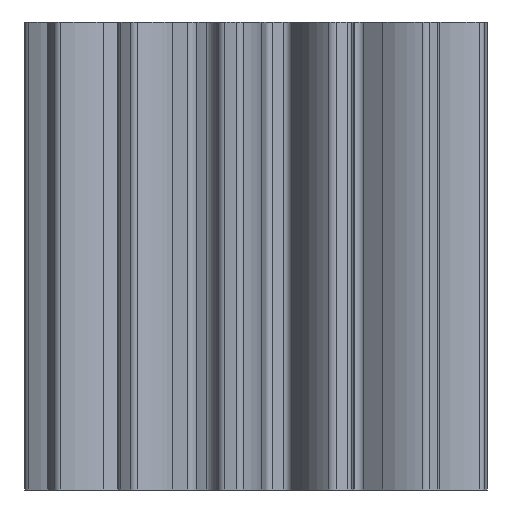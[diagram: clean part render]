
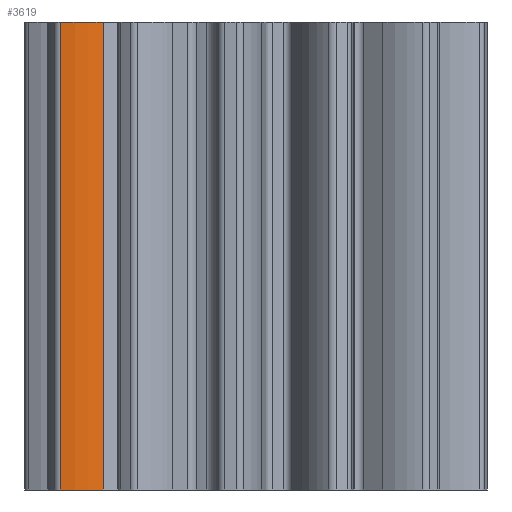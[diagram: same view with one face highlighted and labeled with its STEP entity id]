
A CAD part, front view. The second image highlights one B-rep face of the part: STEP entity #3619.
In plain terms, the highlighted free-form (B-spline) face has degree [3, 1] with [5, 2] control points.
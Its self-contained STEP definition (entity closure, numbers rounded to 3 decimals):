
#968 = CARTESIAN_POINT ( 'NONE',  ( -2.542, -1.511, 6. ) ) ;
#969 = CARTESIAN_POINT ( 'NONE',  ( -2.542, -1.511, 0. ) ) ;
#970 = CARTESIAN_POINT ( 'NONE',  ( -2.451, -1.519, 6. ) ) ;
#971 = CARTESIAN_POINT ( 'NONE',  ( -2.451, -1.519, 0. ) ) ;
#972 = CARTESIAN_POINT ( 'NONE',  ( -2.261, -1.513, 6. ) ) ;
#973 = CARTESIAN_POINT ( 'NONE',  ( -2.261, -1.513, 0. ) ) ;
#974 = CARTESIAN_POINT ( 'NONE',  ( -2.079, -1.457, 6. ) ) ;
#975 = CARTESIAN_POINT ( 'NONE',  ( -2.079, -1.457, 0. ) ) ;
#976 = CARTESIAN_POINT ( 'NONE',  ( -1.99, -1.418, 6. ) ) ;
#977 = CARTESIAN_POINT ( 'NONE',  ( -1.99, -1.418, 0. ) ) ;
#1420 = EDGE_LOOP ( 'NONE', ( #4820, #4822, #4821, #4823 ) ) ;
#2128 = LINE ( 'NONE', #2129, #4150 ) ;
#2129 = CARTESIAN_POINT ( 'NONE',  ( -2.542, -1.511, 6. ) ) ;
#2130 = DIRECTION ( 'NONE',  ( 0., 0., -1. ) ) ;
#2136 = CARTESIAN_POINT ( 'NONE',  ( -2.542, -1.511, 0. ) ) ;
#2137 = LINE ( 'NONE', #2138, #4152 ) ;
#2138 = CARTESIAN_POINT ( 'NONE',  ( -1.99, -1.418, 6. ) ) ;
#2139 = DIRECTION ( 'NONE',  ( 0., 0., -1. ) ) ;
#2140 = CARTESIAN_POINT ( 'NONE',  ( -2.451, -1.519, 0. ) ) ;
#2141 = CARTESIAN_POINT ( 'NONE',  ( -2.261, -1.513, 0. ) ) ;
#2142 = CARTESIAN_POINT ( 'NONE',  ( -2.079, -1.457, 0. ) ) ;
#2143 = CARTESIAN_POINT ( 'NONE',  ( -1.99, -1.418, 0. ) ) ;
#2144 = CARTESIAN_POINT ( 'NONE',  ( -2.542, -1.511, 6. ) ) ;
#2145 = CARTESIAN_POINT ( 'NONE',  ( -2.451, -1.519, 6. ) ) ;
#2146 = CARTESIAN_POINT ( 'NONE',  ( -2.261, -1.513, 6. ) ) ;
#2147 = CARTESIAN_POINT ( 'NONE',  ( -2.079, -1.457, 6. ) ) ;
#2148 = CARTESIAN_POINT ( 'NONE',  ( -1.99, -1.418, 6. ) ) ;
#2545 = B_SPLINE_CURVE_WITH_KNOTS ( 'NONE', 3,
 ( #2136, #2140, #2141, #2142, #2143 ),
 .UNSPECIFIED., .F., .F.,
 ( 4, 1, 4 ),
 ( 0., 0.274, 0.569 ),
 .UNSPECIFIED. ) ;
#2546 = B_SPLINE_CURVE_WITH_KNOTS ( 'NONE', 3,
 ( #2144, #2145, #2146, #2147, #2148 ),
 .UNSPECIFIED., .F., .F.,
 ( 4, 1, 4 ),
 ( 0., 0.274, 0.569 ),
 .UNSPECIFIED. ) ;
#2687 = VERTEX_POINT ( 'NONE', #5402 ) ;
#2691 = VERTEX_POINT ( 'NONE', #5406 ) ;
#2698 = VERTEX_POINT ( 'NONE', #5413 ) ;
#2699 = VERTEX_POINT ( 'NONE', #5414 ) ;
#3002 = FACE_OUTER_BOUND ( 'NONE', #1420, .T. ) ;
#3619 = ADVANCED_FACE ( 'NONE', ( #3002 ), #4254, .F. ) ;
#3806 = EDGE_CURVE ( 'NONE', #2687, #2691, #2128, .T. ) ;
#3809 = EDGE_CURVE ( 'NONE', #2698, #2699, #2137, .T. ) ;
#3810 = EDGE_CURVE ( 'NONE', #2691, #2699, #2545, .T. ) ;
#3811 = EDGE_CURVE ( 'NONE', #2687, #2698, #2546, .T. ) ;
#4150 = VECTOR ( 'NONE', #2130, 1000. ) ;
#4152 = VECTOR ( 'NONE', #2139, 1000. ) ;
#4254 = B_SPLINE_SURFACE_WITH_KNOTS ( 'NONE', 3, 1, ( 
 ( #968, #969 ),
 ( #970, #971 ),
 ( #972, #973 ),
 ( #974, #975 ),
 ( #976, #977 ) ),
 .UNSPECIFIED., .F., .F., .F.,
 ( 4, 1, 4 ),
 ( 2, 2 ),
 ( 0., 0.274, 0.569 ),
 ( 0., 1. ),
 .UNSPECIFIED. ) ;
#4820 = ORIENTED_EDGE ( 'NONE', *, *, #3810, .T. ) ;
#4821 = ORIENTED_EDGE ( 'NONE', *, *, #3811, .F. ) ;
#4822 = ORIENTED_EDGE ( 'NONE', *, *, #3809, .F. ) ;
#4823 = ORIENTED_EDGE ( 'NONE', *, *, #3806, .T. ) ;
#5402 = CARTESIAN_POINT ( 'NONE',  ( -2.542, -1.511, 6. ) ) ;
#5406 = CARTESIAN_POINT ( 'NONE',  ( -2.542, -1.511, 0. ) ) ;
#5413 = CARTESIAN_POINT ( 'NONE',  ( -1.99, -1.418, 6. ) ) ;
#5414 = CARTESIAN_POINT ( 'NONE',  ( -1.99, -1.418, 0. ) ) ;
